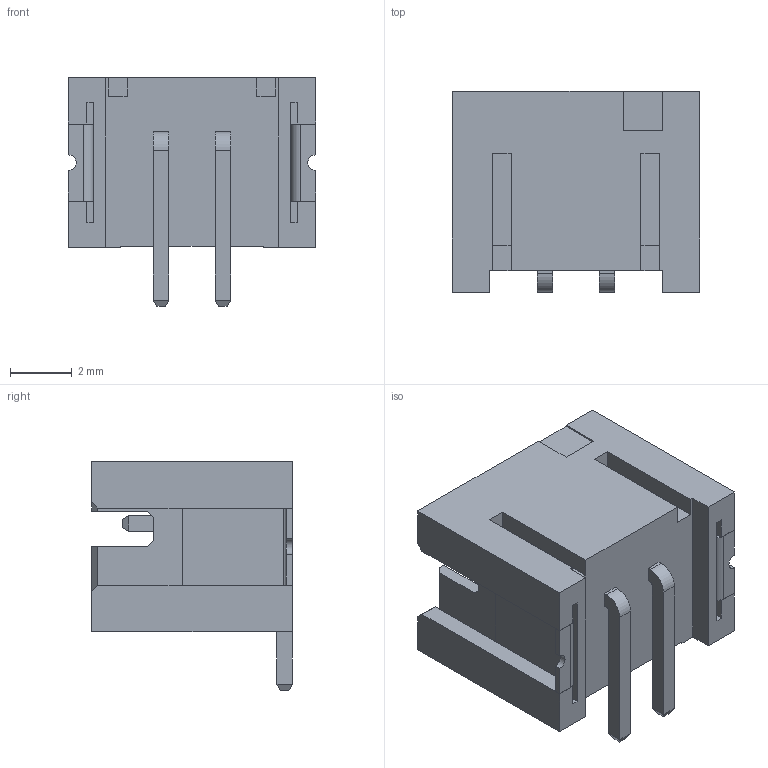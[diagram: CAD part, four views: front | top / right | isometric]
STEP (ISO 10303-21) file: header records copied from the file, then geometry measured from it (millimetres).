
FILE_DESCRIPTION (( 'STEP AP214' ), '1' );
FILE_NAME ('User Library-DS1066-04-2MSV6.STEP', '2020-08-26T08:37:40', ( '' ), ( '' ), 'SwSTEP 2.0', 'SolidWorks 2020', '' );
FILE_SCHEMA (( 'AUTOMOTIVE_DESIGN' ));
Length unit declared in the file: millimetre
Products named in the file (1): User Library-DS1066-04-2MSV6
Bounding box: 8 x 6.5 x 7.4 mm (x, y, z)
Volume: 120.8 mm3; surface area: 513.1 mm2
Topology: 3 solids, 3 shells, 167 faces, 441 edges, 280 vertices
Faces by surface type: plane 157, cylinder 10
Entity records: 5574 total; most frequent: CARTESIAN_POINT 889, ORIENTED_EDGE 882, DIRECTION 797, EDGE_CURVE 441, LINE 421, VECTOR 421, VERTEX_POINT 280, AXIS2_PLACEMENT_3D 188
